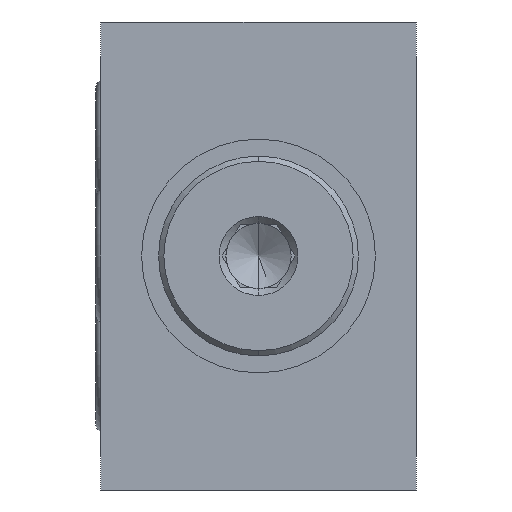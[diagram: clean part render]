
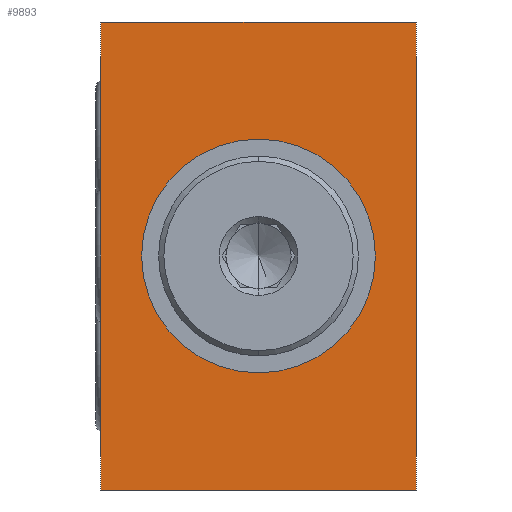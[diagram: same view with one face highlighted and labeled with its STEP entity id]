
A CAD part, left-side view. The second image highlights one B-rep face of the part: STEP entity #9893.
In plain terms, the highlighted planar face has unit normal (-1, 0, 0).
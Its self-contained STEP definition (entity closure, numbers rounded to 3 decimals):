
#65 = PLANE ( 'NONE',  #5353 ) ;
#142 = VECTOR ( 'NONE', #14389, 1000. ) ;
#188 = EDGE_LOOP ( 'NONE', ( #9655, #18975 ) ) ;
#665 = CIRCLE ( 'NONE', #3264, 11.115 ) ;
#1658 = CIRCLE ( 'NONE', #17491, 11.115 ) ;
#2502 = LINE ( 'NONE', #8597, #142 ) ;
#2627 = CARTESIAN_POINT ( 'NONE',  ( 0., -30., 44.5 ) ) ;
#3264 = AXIS2_PLACEMENT_3D ( 'NONE', #15703, #3935, #8352 ) ;
#3935 = DIRECTION ( 'NONE',  ( -1., 0., 0. ) ) ;
#4034 = VECTOR ( 'NONE', #10736, 1000. ) ;
#4167 = ORIENTED_EDGE ( 'NONE', *, *, #15896, .F. ) ;
#4309 = DIRECTION ( 'NONE',  ( -1., 0., 0. ) ) ;
#4480 = CARTESIAN_POINT ( 'NONE',  ( 0., -30., 44.5 ) ) ;
#4608 = VECTOR ( 'NONE', #11965, 1000. ) ;
#4698 = CARTESIAN_POINT ( 'NONE',  ( 0., -30., 0. ) ) ;
#5219 = CARTESIAN_POINT ( 'NONE',  ( 0., 0., 0. ) ) ;
#5353 = AXIS2_PLACEMENT_3D ( 'NONE', #4698, #13628, #12580 ) ;
#5864 = FACE_OUTER_BOUND ( 'NONE', #16698, .T. ) ;
#6092 = CARTESIAN_POINT ( 'NONE',  ( 0., -30., 0. ) ) ;
#6624 = EDGE_CURVE ( 'NONE', #17774, #16409, #665, .T. ) ;
#6999 = CARTESIAN_POINT ( 'NONE',  ( 0., 0., 0. ) ) ;
#8352 = DIRECTION ( 'NONE',  ( 0., 0., 1. ) ) ;
#8597 = CARTESIAN_POINT ( 'NONE',  ( 0., -30., 0. ) ) ;
#9001 = ORIENTED_EDGE ( 'NONE', *, *, #13144, .T. ) ;
#9020 = CARTESIAN_POINT ( 'NONE',  ( 0., -15., 11.135 ) ) ;
#9655 = ORIENTED_EDGE ( 'NONE', *, *, #15455, .F. ) ;
#9893 = ADVANCED_FACE ( 'NONE', ( #10329, #5864 ), #65, .T. ) ;
#10329 = FACE_BOUND ( 'NONE', #188, .T. ) ;
#10736 = DIRECTION ( 'NONE',  ( 0., 1., 0. ) ) ;
#11503 = EDGE_CURVE ( 'NONE', #14194, #17089, #2502, .T. ) ;
#11860 = VERTEX_POINT ( 'NONE', #14263 ) ;
#11965 = DIRECTION ( 'NONE',  ( 0., 1., 0. ) ) ;
#12580 = DIRECTION ( 'NONE',  ( 0., 0., 1. ) ) ;
#13144 = EDGE_CURVE ( 'NONE', #17089, #11860, #18474, .T. ) ;
#13226 = LINE ( 'NONE', #5219, #15348 ) ;
#13628 = DIRECTION ( 'NONE',  ( -1., 0., 0. ) ) ;
#14194 = VERTEX_POINT ( 'NONE', #6092 ) ;
#14263 = CARTESIAN_POINT ( 'NONE',  ( 0., 0., 44.5 ) ) ;
#14389 = DIRECTION ( 'NONE',  ( 0., 0., 1. ) ) ;
#14431 = ORIENTED_EDGE ( 'NONE', *, *, #15707, .F. ) ;
#14623 = LINE ( 'NONE', #18444, #4034 ) ;
#15348 = VECTOR ( 'NONE', #15715, 1000. ) ;
#15455 = EDGE_CURVE ( 'NONE', #16409, #17774, #1658, .T. ) ;
#15703 = CARTESIAN_POINT ( 'NONE',  ( 0., -15., 22.25 ) ) ;
#15707 = EDGE_CURVE ( 'NONE', #14194, #19182, #14623, .T. ) ;
#15715 = DIRECTION ( 'NONE',  ( 0., 0., 1. ) ) ;
#15896 = EDGE_CURVE ( 'NONE', #19182, #11860, #13226, .T. ) ;
#16122 = DIRECTION ( 'NONE',  ( 0., 0., 1. ) ) ;
#16409 = VERTEX_POINT ( 'NONE', #18746 ) ;
#16698 = EDGE_LOOP ( 'NONE', ( #4167, #14431, #17944, #9001 ) ) ;
#17089 = VERTEX_POINT ( 'NONE', #2627 ) ;
#17491 = AXIS2_PLACEMENT_3D ( 'NONE', #17776, #4309, #16122 ) ;
#17774 = VERTEX_POINT ( 'NONE', #9020 ) ;
#17776 = CARTESIAN_POINT ( 'NONE',  ( 0., -15., 22.25 ) ) ;
#17944 = ORIENTED_EDGE ( 'NONE', *, *, #11503, .T. ) ;
#18444 = CARTESIAN_POINT ( 'NONE',  ( 0., -30., 0. ) ) ;
#18474 = LINE ( 'NONE', #4480, #4608 ) ;
#18746 = CARTESIAN_POINT ( 'NONE',  ( 0., -15., 33.365 ) ) ;
#18975 = ORIENTED_EDGE ( 'NONE', *, *, #6624, .F. ) ;
#19182 = VERTEX_POINT ( 'NONE', #6999 ) ;
